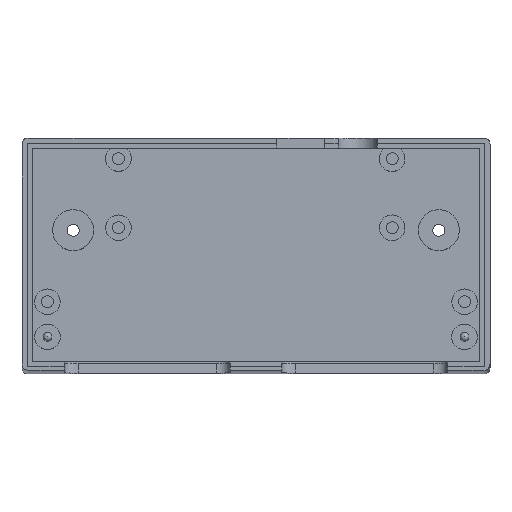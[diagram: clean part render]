
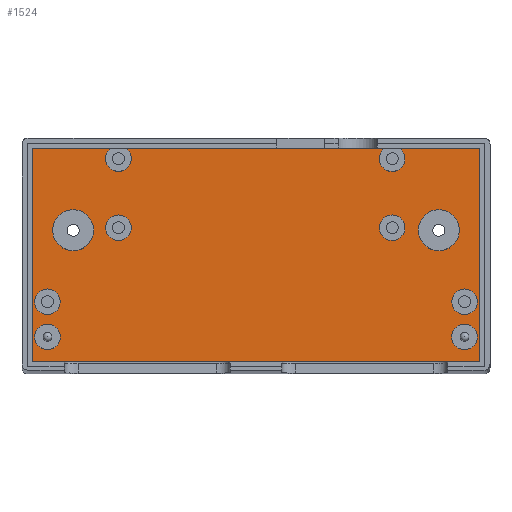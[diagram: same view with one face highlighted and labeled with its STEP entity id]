
A CAD part, top view. The second image highlights one B-rep face of the part: STEP entity #1524.
In plain terms, the highlighted planar face has unit normal (0, 0, 1).
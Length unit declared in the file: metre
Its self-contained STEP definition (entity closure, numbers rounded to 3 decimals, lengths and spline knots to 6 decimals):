
#95=CIRCLE('',#1642,0.006);
#96=CIRCLE('',#1643,0.006);
#97=CIRCLE('',#1644,0.00375);
#98=CIRCLE('',#1645,0.00375);
#99=CIRCLE('',#1646,0.00375);
#100=CIRCLE('',#1647,0.00375);
#101=CIRCLE('',#1648,0.00375);
#102=CIRCLE('',#1649,0.00375);
#103=CIRCLE('',#1650,0.00375);
#104=CIRCLE('',#1651,0.00375);
#279=ORIENTED_EDGE('',*,*,#660,.F.);
#280=ORIENTED_EDGE('',*,*,#661,.F.);
#281=ORIENTED_EDGE('',*,*,#584,.T.);
#282=ORIENTED_EDGE('',*,*,#662,.T.);
#283=ORIENTED_EDGE('',*,*,#581,.F.);
#284=ORIENTED_EDGE('',*,*,#571,.F.);
#285=ORIENTED_EDGE('',*,*,#663,.F.);
#286=ORIENTED_EDGE('',*,*,#567,.F.);
#287=ORIENTED_EDGE('',*,*,#664,.F.);
#288=ORIENTED_EDGE('',*,*,#563,.F.);
#289=ORIENTED_EDGE('',*,*,#665,.F.);
#290=ORIENTED_EDGE('',*,*,#666,.F.);
#291=ORIENTED_EDGE('',*,*,#667,.F.);
#292=ORIENTED_EDGE('',*,*,#668,.F.);
#293=ORIENTED_EDGE('',*,*,#669,.F.);
#294=ORIENTED_EDGE('',*,*,#670,.F.);
#563=EDGE_CURVE('',#766,#767,#919,.T.);
#567=EDGE_CURVE('',#770,#771,#923,.T.);
#571=EDGE_CURVE('',#774,#775,#927,.T.);
#581=EDGE_CURVE('',#775,#782,#936,.T.);
#584=EDGE_CURVE('',#766,#784,#939,.T.);
#660=EDGE_CURVE('',#843,#843,#95,.F.);
#661=EDGE_CURVE('',#844,#844,#96,.F.);
#662=EDGE_CURVE('',#784,#782,#998,.T.);
#663=EDGE_CURVE('',#771,#774,#97,.T.);
#664=EDGE_CURVE('',#767,#770,#98,.T.);
#665=EDGE_CURVE('',#845,#845,#99,.F.);
#666=EDGE_CURVE('',#846,#846,#100,.F.);
#667=EDGE_CURVE('',#847,#847,#101,.F.);
#668=EDGE_CURVE('',#848,#848,#102,.F.);
#669=EDGE_CURVE('',#849,#849,#103,.F.);
#670=EDGE_CURVE('',#850,#850,#104,.F.);
#766=VERTEX_POINT('',#2177);
#767=VERTEX_POINT('',#2179);
#770=VERTEX_POINT('',#2185);
#771=VERTEX_POINT('',#2187);
#774=VERTEX_POINT('',#2193);
#775=VERTEX_POINT('',#2195);
#782=VERTEX_POINT('',#2212);
#784=VERTEX_POINT('',#2219);
#843=VERTEX_POINT('',#2431);
#844=VERTEX_POINT('',#2433);
#845=VERTEX_POINT('',#2438);
#846=VERTEX_POINT('',#2440);
#847=VERTEX_POINT('',#2442);
#848=VERTEX_POINT('',#2444);
#849=VERTEX_POINT('',#2446);
#850=VERTEX_POINT('',#2448);
#919=LINE('',#2178,#1033);
#923=LINE('',#2186,#1037);
#927=LINE('',#2194,#1041);
#936=LINE('',#2214,#1050);
#939=LINE('',#2220,#1053);
#998=LINE('',#2434,#1112);
#1033=VECTOR('',#1775,1.);
#1037=VECTOR('',#1779,1.);
#1041=VECTOR('',#1783,1.);
#1050=VECTOR('',#1798,1.);
#1053=VECTOR('',#1803,1.);
#1112=VECTOR('',#1900,1.);
#1157=EDGE_LOOP('',(#279));
#1158=EDGE_LOOP('',(#280));
#1159=EDGE_LOOP('',(#281,#282,#283,#284,#285,#286,#287,#288));
#1160=EDGE_LOOP('',(#289));
#1161=EDGE_LOOP('',(#290));
#1162=EDGE_LOOP('',(#291));
#1163=EDGE_LOOP('',(#292));
#1164=EDGE_LOOP('',(#293));
#1165=EDGE_LOOP('',(#294));
#1309=FACE_BOUND('',#1157,.T.);
#1310=FACE_BOUND('',#1158,.T.);
#1311=FACE_BOUND('',#1159,.T.);
#1312=FACE_BOUND('',#1160,.T.);
#1313=FACE_BOUND('',#1161,.T.);
#1314=FACE_BOUND('',#1162,.T.);
#1315=FACE_BOUND('',#1163,.T.);
#1316=FACE_BOUND('',#1164,.T.);
#1317=FACE_BOUND('',#1165,.T.);
#1463=PLANE('',#1641);
#1524=ADVANCED_FACE('',(#1309,#1310,#1311,#1312,#1313,#1314,#1315,#1316,
#1317),#1463,.F.);
#1641=AXIS2_PLACEMENT_3D('',#2429,#1894,#1895);
#1642=AXIS2_PLACEMENT_3D('',#2430,#1896,#1897);
#1643=AXIS2_PLACEMENT_3D('',#2432,#1898,#1899);
#1644=AXIS2_PLACEMENT_3D('',#2435,#1901,#1902);
#1645=AXIS2_PLACEMENT_3D('',#2436,#1903,#1904);
#1646=AXIS2_PLACEMENT_3D('',#2437,#1905,#1906);
#1647=AXIS2_PLACEMENT_3D('',#2439,#1907,#1908);
#1648=AXIS2_PLACEMENT_3D('',#2441,#1909,#1910);
#1649=AXIS2_PLACEMENT_3D('',#2443,#1911,#1912);
#1650=AXIS2_PLACEMENT_3D('',#2445,#1913,#1914);
#1651=AXIS2_PLACEMENT_3D('',#2447,#1915,#1916);
#1775=DIRECTION('',(1.,0.,0.));
#1779=DIRECTION('',(1.,0.,0.));
#1783=DIRECTION('',(1.,0.,0.));
#1798=DIRECTION('',(0.,-1.,0.));
#1803=DIRECTION('',(0.,-1.,0.));
#1894=DIRECTION('',(0.,0.,-1.));
#1895=DIRECTION('',(1.,0.,0.));
#1896=DIRECTION('',(0.,0.,-1.));
#1897=DIRECTION('',(-1.,0.,0.));
#1898=DIRECTION('',(0.,0.,-1.));
#1899=DIRECTION('',(-1.,0.,0.));
#1900=DIRECTION('',(1.,0.,0.));
#1901=DIRECTION('',(0.,0.,1.));
#1902=DIRECTION('',(1.,0.,0.));
#1903=DIRECTION('',(0.,0.,1.));
#1904=DIRECTION('',(1.,0.,0.));
#1905=DIRECTION('',(0.,0.,-1.));
#1906=DIRECTION('',(-1.,0.,0.));
#1907=DIRECTION('',(0.,0.,-1.));
#1908=DIRECTION('',(-1.,0.,0.));
#1909=DIRECTION('',(0.,0.,-1.));
#1910=DIRECTION('',(-1.,0.,0.));
#1911=DIRECTION('',(0.,0.,-1.));
#1912=DIRECTION('',(-1.,0.,0.));
#1913=DIRECTION('',(0.,0.,-1.));
#1914=DIRECTION('',(-1.,0.,0.));
#1915=DIRECTION('',(0.,0.,-1.));
#1916=DIRECTION('',(-1.,0.,0.));
#2177=CARTESIAN_POINT('',(-0.056295,0.0223,-0.004));
#2178=CARTESIAN_POINT('',(0.0093,0.0223,-0.004));
#2179=CARTESIAN_POINT('',(-0.03328,0.0223,-0.004));
#2185=CARTESIAN_POINT('',(-0.02878,0.0223,-0.004));
#2186=CARTESIAN_POINT('',(0.0093,0.0223,-0.004));
#2187=CARTESIAN_POINT('',(0.04697,0.0223,-0.004));
#2193=CARTESIAN_POINT('',(0.05147,0.0223,-0.004));
#2194=CARTESIAN_POINT('',(0.0093,0.0223,-0.004));
#2195=CARTESIAN_POINT('',(0.074895,0.0223,-0.004));
#2212=CARTESIAN_POINT('',(0.074895,-0.040295,-0.004));
#2214=CARTESIAN_POINT('',(0.074895,-0.009247,-0.004));
#2219=CARTESIAN_POINT('',(-0.056295,-0.040295,-0.004));
#2220=CARTESIAN_POINT('',(-0.056295,-0.009247,-0.004));
#2429=CARTESIAN_POINT('',(0.0093,-0.009247,-0.004));
#2430=CARTESIAN_POINT('',(-0.044295,-0.0017,-0.004));
#2431=CARTESIAN_POINT('',(-0.050295,-0.0017,-0.004));
#2432=CARTESIAN_POINT('',(0.062895,-0.0017,-0.004));
#2433=CARTESIAN_POINT('',(0.056895,-0.0017,-0.004));
#2434=CARTESIAN_POINT('',(0.0093,-0.040295,-0.004));
#2435=CARTESIAN_POINT('',(0.04922,0.0193,-0.004));
#2436=CARTESIAN_POINT('',(-0.03103,0.0193,-0.004));
#2437=CARTESIAN_POINT('',(0.07042,-0.032965,-0.004));
#2438=CARTESIAN_POINT('',(0.06667,-0.032965,-0.004));
#2439=CARTESIAN_POINT('',(0.04922,-0.00095,-0.004));
#2440=CARTESIAN_POINT('',(0.04547,-0.00095,-0.004));
#2441=CARTESIAN_POINT('',(-0.03103,-0.00095,-0.004));
#2442=CARTESIAN_POINT('',(-0.03478,-0.00095,-0.004));
#2443=CARTESIAN_POINT('',(-0.051835,-0.03296,-0.004));
#2444=CARTESIAN_POINT('',(-0.055585,-0.03296,-0.004));
#2445=CARTESIAN_POINT('',(-0.05185,-0.022665,-0.004));
#2446=CARTESIAN_POINT('',(-0.0556,-0.022665,-0.004));
#2447=CARTESIAN_POINT('',(0.07045,-0.022665,-0.004));
#2448=CARTESIAN_POINT('',(0.0667,-0.022665,-0.004));
